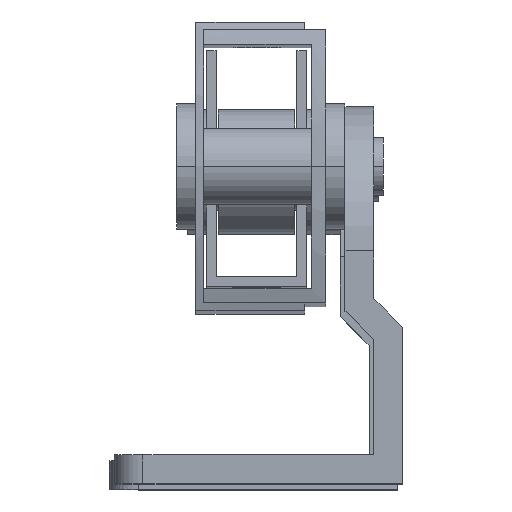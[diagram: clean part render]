
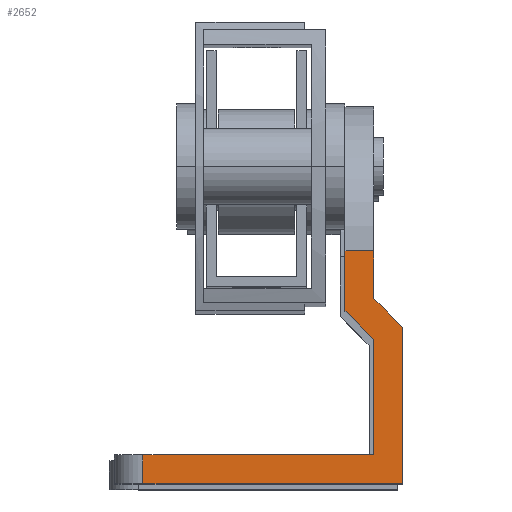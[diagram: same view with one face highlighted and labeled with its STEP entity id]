
A CAD part, top view. The second image highlights one B-rep face of the part: STEP entity #2652.
In plain terms, the highlighted planar face has unit normal (0, 0, 1).
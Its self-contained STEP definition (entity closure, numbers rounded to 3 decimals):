
#111 = AXIS2_PLACEMENT_3D ( 'NONE', #2803, #2792, #2793 ) ;
#229 = VECTOR ( 'NONE', #1569, 1000. ) ;
#580 = EDGE_LOOP ( 'NONE', ( #4680, #4682, #4681, #4683, #4684, #4685, #4686, #4687, #4688, #4690 ) ) ;
#1105 = FACE_OUTER_BOUND ( 'NONE', #580, .T. ) ;
#1125 = LINE ( 'NONE', #1568, #229 ) ;
#1129 = LINE ( 'NONE', #1582, #2950 ) ;
#1130 = LINE ( 'NONE', #1584, #2972 ) ;
#1131 = LINE ( 'NONE', #1586, #2964 ) ;
#1132 = LINE ( 'NONE', #1588, #2987 ) ;
#1133 = LINE ( 'NONE', #1590, #2986 ) ;
#1134 = LINE ( 'NONE', #1592, #2974 ) ;
#1135 = LINE ( 'NONE', #1594, #2982 ) ;
#1136 = LINE ( 'NONE', #1596, #2969 ) ;
#1137 = LINE ( 'NONE', #1598, #2973 ) ;
#1568 = CARTESIAN_POINT ( 'NONE',  ( -3., 19.243, 15. ) ) ;
#1569 = DIRECTION ( 'NONE',  ( 0., 1., 0. ) ) ;
#1582 = CARTESIAN_POINT ( 'NONE',  ( -6., 18., 15. ) ) ;
#1583 = DIRECTION ( 'NONE',  ( 0., -1., 0. ) ) ;
#1584 = CARTESIAN_POINT ( 'NONE',  ( -27., 0., 15. ) ) ;
#1585 = DIRECTION ( 'NONE',  ( 0., -1., 0. ) ) ;
#1586 = CARTESIAN_POINT ( 'NONE',  ( -30., 3., 15. ) ) ;
#1587 = DIRECTION ( 'NONE',  ( -1., 0., 0. ) ) ;
#1588 = CARTESIAN_POINT ( 'NONE',  ( -30., 0., 15. ) ) ;
#1589 = DIRECTION ( 'NONE',  ( 1., 0., 0. ) ) ;
#1590 = CARTESIAN_POINT ( 'NONE',  ( 0., 0., 15. ) ) ;
#1591 = DIRECTION ( 'NONE',  ( 0., 1., 0. ) ) ;
#1592 = CARTESIAN_POINT ( 'NONE',  ( 0., 16.243, 15. ) ) ;
#1593 = DIRECTION ( 'NONE',  ( -0.707, 0.707, 0. ) ) ;
#1594 = CARTESIAN_POINT ( 'NONE',  ( -6., 24.2, 15. ) ) ;
#1595 = DIRECTION ( 'NONE',  ( 1., 0., 0. ) ) ;
#1596 = CARTESIAN_POINT ( 'NONE',  ( -3., 15., 15. ) ) ;
#1597 = DIRECTION ( 'NONE',  ( 0.707, -0.707, 0. ) ) ;
#1598 = CARTESIAN_POINT ( 'NONE',  ( -3., 3., 15. ) ) ;
#1599 = DIRECTION ( 'NONE',  ( 0., -1., 0. ) ) ;
#2186 = CARTESIAN_POINT ( 'NONE',  ( -3., 15., 15. ) ) ;
#2187 = CARTESIAN_POINT ( 'NONE',  ( 0., 0., 15. ) ) ;
#2190 = CARTESIAN_POINT ( 'NONE',  ( -27., 0., 15. ) ) ;
#2195 = CARTESIAN_POINT ( 'NONE',  ( 0., 16.243, 15. ) ) ;
#2196 = CARTESIAN_POINT ( 'NONE',  ( -3., 3., 15. ) ) ;
#2197 = CARTESIAN_POINT ( 'NONE',  ( -27., 3., 15. ) ) ;
#2198 = CARTESIAN_POINT ( 'NONE',  ( -3., 19.243, 15. ) ) ;
#2203 = CARTESIAN_POINT ( 'NONE',  ( -3., 24.2, 15. ) ) ;
#2215 = CARTESIAN_POINT ( 'NONE',  ( -6., 24.2, 15. ) ) ;
#2216 = CARTESIAN_POINT ( 'NONE',  ( -6., 18., 15. ) ) ;
#2652 = ADVANCED_FACE ( 'NONE', ( #1105 ), #2806, .T. ) ;
#2681 = EDGE_CURVE ( 'NONE', #4582, #4587, #1125, .T. ) ;
#2687 = EDGE_CURVE ( 'NONE', #4599, #4600, #1129, .T. ) ;
#2688 = EDGE_CURVE ( 'NONE', #4581, #4574, #1130, .T. ) ;
#2689 = EDGE_CURVE ( 'NONE', #4580, #4581, #1131, .T. ) ;
#2690 = EDGE_CURVE ( 'NONE', #4574, #4571, #1132, .T. ) ;
#2691 = EDGE_CURVE ( 'NONE', #4571, #4579, #1133, .T. ) ;
#2692 = EDGE_CURVE ( 'NONE', #4579, #4582, #1134, .T. ) ;
#2693 = EDGE_CURVE ( 'NONE', #4599, #4587, #1135, .T. ) ;
#2694 = EDGE_CURVE ( 'NONE', #4600, #4570, #1136, .T. ) ;
#2695 = EDGE_CURVE ( 'NONE', #4570, #4580, #1137, .T. ) ;
#2792 = DIRECTION ( 'NONE',  ( 0., 0., 1. ) ) ;
#2793 = DIRECTION ( 'NONE',  ( 1., 0., 0. ) ) ;
#2803 = CARTESIAN_POINT ( 'NONE',  ( -30., 0., 15. ) ) ;
#2806 = PLANE ( 'NONE',  #111 ) ;
#2950 = VECTOR ( 'NONE', #1583, 1000. ) ;
#2964 = VECTOR ( 'NONE', #1587, 1000. ) ;
#2969 = VECTOR ( 'NONE', #1597, 1000. ) ;
#2972 = VECTOR ( 'NONE', #1585, 1000. ) ;
#2973 = VECTOR ( 'NONE', #1599, 1000. ) ;
#2974 = VECTOR ( 'NONE', #1593, 1000. ) ;
#2982 = VECTOR ( 'NONE', #1595, 1000. ) ;
#2986 = VECTOR ( 'NONE', #1591, 1000. ) ;
#2987 = VECTOR ( 'NONE', #1589, 1000. ) ;
#4570 = VERTEX_POINT ( 'NONE', #2186 ) ;
#4571 = VERTEX_POINT ( 'NONE', #2187 ) ;
#4574 = VERTEX_POINT ( 'NONE', #2190 ) ;
#4579 = VERTEX_POINT ( 'NONE', #2195 ) ;
#4580 = VERTEX_POINT ( 'NONE', #2196 ) ;
#4581 = VERTEX_POINT ( 'NONE', #2197 ) ;
#4582 = VERTEX_POINT ( 'NONE', #2198 ) ;
#4587 = VERTEX_POINT ( 'NONE', #2203 ) ;
#4599 = VERTEX_POINT ( 'NONE', #2215 ) ;
#4600 = VERTEX_POINT ( 'NONE', #2216 ) ;
#4680 = ORIENTED_EDGE ( 'NONE', *, *, #2689, .T. ) ;
#4681 = ORIENTED_EDGE ( 'NONE', *, *, #2690, .T. ) ;
#4682 = ORIENTED_EDGE ( 'NONE', *, *, #2688, .T. ) ;
#4683 = ORIENTED_EDGE ( 'NONE', *, *, #2691, .T. ) ;
#4684 = ORIENTED_EDGE ( 'NONE', *, *, #2692, .T. ) ;
#4685 = ORIENTED_EDGE ( 'NONE', *, *, #2681, .T. ) ;
#4686 = ORIENTED_EDGE ( 'NONE', *, *, #2693, .F. ) ;
#4687 = ORIENTED_EDGE ( 'NONE', *, *, #2687, .T. ) ;
#4688 = ORIENTED_EDGE ( 'NONE', *, *, #2694, .T. ) ;
#4690 = ORIENTED_EDGE ( 'NONE', *, *, #2695, .T. ) ;
